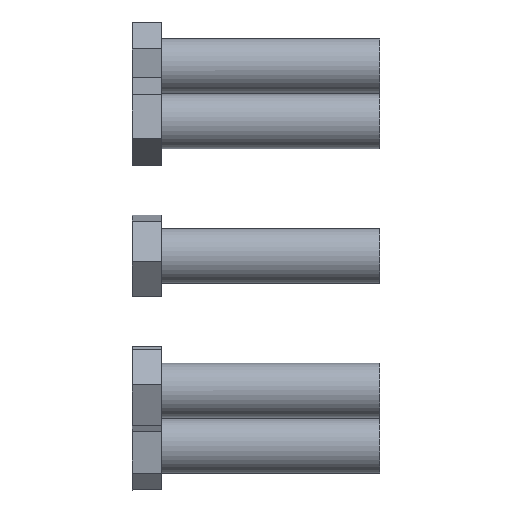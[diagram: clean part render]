
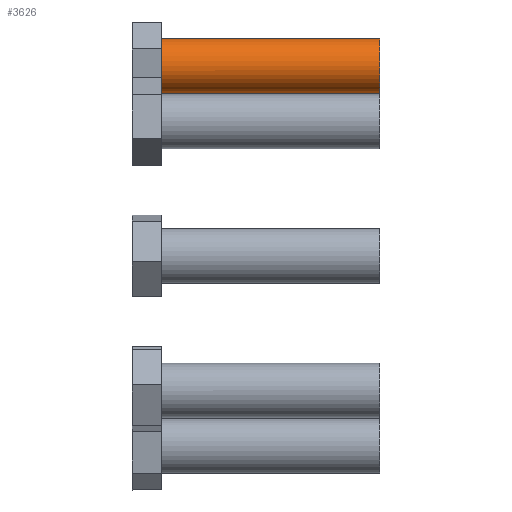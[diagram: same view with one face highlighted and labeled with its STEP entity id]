
A CAD part, front view. The second image highlights one B-rep face of the part: STEP entity #3626.
In plain terms, the highlighted cylindrical face has radius 4.763 mm (diameter 9.525 mm), a partial arc.
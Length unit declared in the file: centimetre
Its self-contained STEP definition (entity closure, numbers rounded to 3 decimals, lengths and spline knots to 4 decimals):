
#33 = EDGE_LOOP ( 'NONE', ( #808, #1092, #549, #3685 ) ) ;
#342 = VERTEX_POINT ( 'NONE', #1120 ) ;
#380 = DIRECTION ( 'NONE',  ( 1., 0., 0. ) ) ;
#502 = EDGE_CURVE ( 'NONE', #1109, #2598, #3497, .T. ) ;
#533 = EDGE_CURVE ( 'NONE', #2598, #342, #1314, .T. ) ;
#549 = ORIENTED_EDGE ( 'NONE', *, *, #533, .F. ) ;
#649 = CARTESIAN_POINT ( 'NONE',  ( 45.637, 87.05, 3.3164 ) ) ;
#657 = DIRECTION ( 'NONE',  ( 1., 0., 0. ) ) ;
#773 = AXIS2_PLACEMENT_3D ( 'NONE', #3249, #657, #1817 ) ;
#808 = ORIENTED_EDGE ( 'NONE', *, *, #2292, .T. ) ;
#844 = CIRCLE ( 'NONE', #2170, 0.4763 ) ;
#920 = DIRECTION ( 'NONE',  ( 0., 0., 1. ) ) ;
#922 = LINE ( 'NONE', #2925, #3385 ) ;
#944 = CARTESIAN_POINT ( 'NONE',  ( 45.6368, 87.05, 2.8402 ) ) ;
#1092 = ORIENTED_EDGE ( 'NONE', *, *, #1767, .T. ) ;
#1109 = VERTEX_POINT ( 'NONE', #3064 ) ;
#1120 = CARTESIAN_POINT ( 'NONE',  ( 49.447, 87.05, 3.7927 ) ) ;
#1313 = CARTESIAN_POINT ( 'NONE',  ( 45.637, 87.05, 3.7927 ) ) ;
#1314 = CIRCLE ( 'NONE', #773, 0.4762 ) ;
#1389 = FACE_OUTER_BOUND ( 'NONE', #33, .T. ) ;
#1504 = DIRECTION ( 'NONE',  ( 1., 0., 0. ) ) ;
#1564 = AXIS2_PLACEMENT_3D ( 'NONE', #1706, #2797, #2514 ) ;
#1706 = CARTESIAN_POINT ( 'NONE',  ( 45.6368, 87.05, 3.3164 ) ) ;
#1767 = EDGE_CURVE ( 'NONE', #2054, #342, #922, .T. ) ;
#1817 = DIRECTION ( 'NONE',  ( 0., 0., -1. ) ) ;
#1997 = CYLINDRICAL_SURFACE ( 'NONE', #1564, 0.4762 ) ;
#2054 = VERTEX_POINT ( 'NONE', #1313 ) ;
#2170 = AXIS2_PLACEMENT_3D ( 'NONE', #649, #1504, #920 ) ;
#2292 = EDGE_CURVE ( 'NONE', #1109, #2054, #844, .T. ) ;
#2488 = CARTESIAN_POINT ( 'NONE',  ( 49.447, 87.05, 2.8402 ) ) ;
#2514 = DIRECTION ( 'NONE',  ( 0., 0., -1. ) ) ;
#2598 = VERTEX_POINT ( 'NONE', #2488 ) ;
#2797 = DIRECTION ( 'NONE',  ( 1., 0., 0. ) ) ;
#2925 = CARTESIAN_POINT ( 'NONE',  ( 45.6368, 87.05, 3.7927 ) ) ;
#3064 = CARTESIAN_POINT ( 'NONE',  ( 45.637, 87.05, 2.8402 ) ) ;
#3249 = CARTESIAN_POINT ( 'NONE',  ( 49.447, 87.05, 3.3164 ) ) ;
#3252 = VECTOR ( 'NONE', #3273, 100. ) ;
#3273 = DIRECTION ( 'NONE',  ( 1., 0., 0. ) ) ;
#3385 = VECTOR ( 'NONE', #380, 100. ) ;
#3497 = LINE ( 'NONE', #944, #3252 ) ;
#3626 = ADVANCED_FACE ( 'NONE', ( #1389 ), #1997, .T. ) ;
#3685 = ORIENTED_EDGE ( 'NONE', *, *, #502, .F. ) ;
